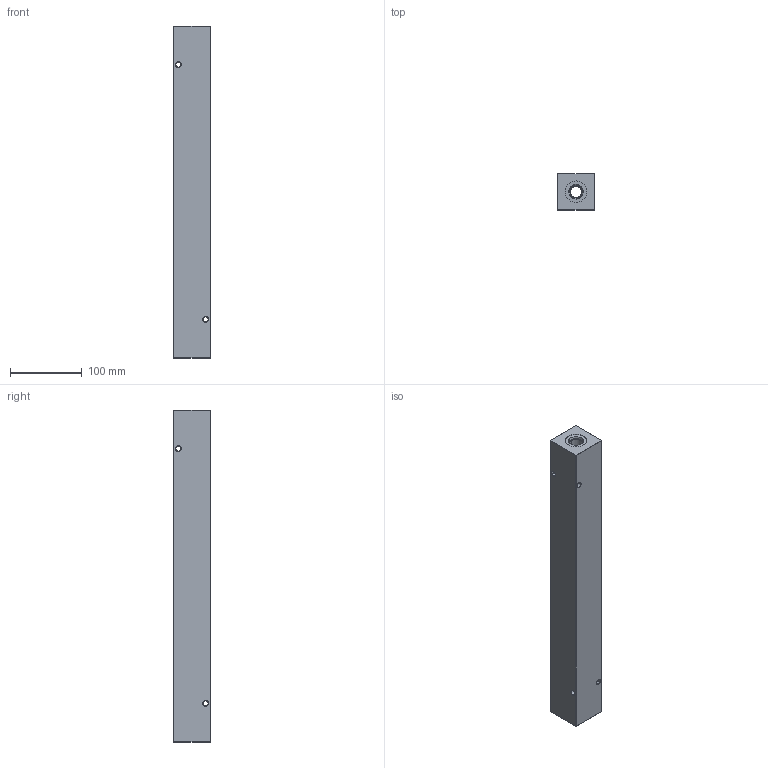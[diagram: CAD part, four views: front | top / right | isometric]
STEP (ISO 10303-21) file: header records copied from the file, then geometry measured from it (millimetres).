
FILE_DESCRIPTION (( 'STEP AP203' ), '1' );
FILE_NAME ('HM-9-0-S-8-6.STEP', '2020-09-30T21:14:41', ( '' ), ( '' ), 'SwSTEP 2.0', 'SolidWorks 2019', '' );
FILE_SCHEMA (( 'CONFIG_CONTROL_DESIGN' ));
Length unit declared in the file: inch
Products named in the file (1): HM-9-0-S-8-6
Bounding box: 50.8 x 50.8 x 463.55 mm (x, y, z)
Volume: 1069039.4 mm3; surface area: 130586.1 mm2
Topology: 1 solids, 1 shells, 594 faces, 1499 edges, 950 vertices
Faces by surface type: plane 229, bspline 203, cone 82, cylinder 80
Entity records: 28142 total; most frequent: CARTESIAN_POINT 15113, ORIENTED_EDGE 2998, DIRECTION 2039, EDGE_CURVE 1499, VERTEX_POINT 950, VECTOR 863, LINE 863, EDGE_LOOP 669
